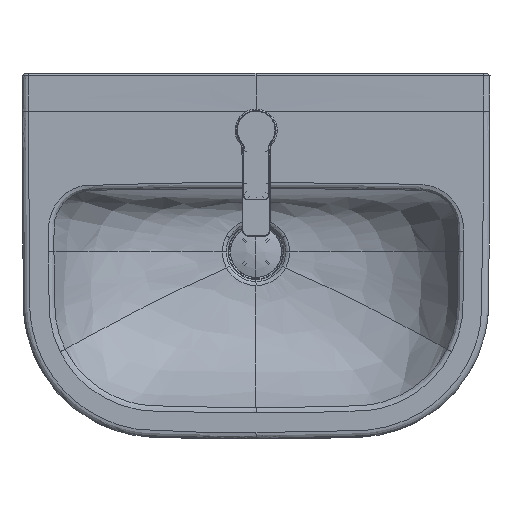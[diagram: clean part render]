
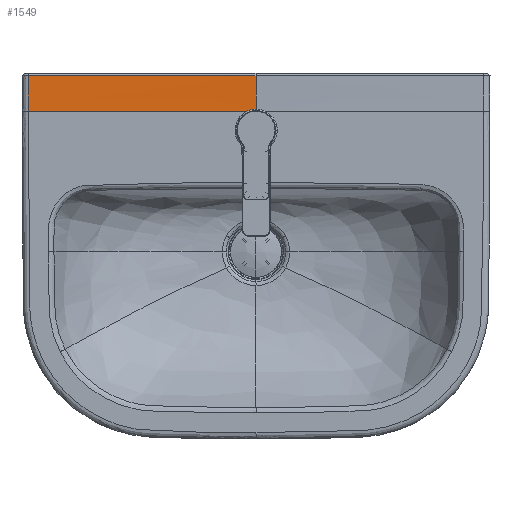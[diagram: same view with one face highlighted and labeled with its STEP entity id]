
A CAD part, top view. The second image highlights one B-rep face of the part: STEP entity #1549.
In plain terms, the highlighted free-form (B-spline) face has degree [3, 5] with [4, 6] control points.
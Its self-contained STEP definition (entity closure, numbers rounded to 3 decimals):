
#884=B_SPLINE_SURFACE_WITH_KNOTS('',3,5,((#106078,#106079,#106080,#106081,
#106082,#106083),(#106084,#106085,#106086,#106087,#106088,#106089),(#106090,
#106091,#106092,#106093,#106094,#106095),(#106096,#106097,#106098,#106099,
#106100,#106101)),.UNSPECIFIED.,.F.,.F.,.F.,(4,4),(6,6),(-94218.343,
-94173.343),(0.,550.033),.UNSPECIFIED.);
#1549=ADVANCED_FACE('',(#2064),#884,.T.);
#2064=FACE_OUTER_BOUND('',#2591,.T.);
#2591=EDGE_LOOP('',(#4242,#4243,#4244,#4245));
#4242=ORIENTED_EDGE('',*,*,#6232,.F.);
#4243=ORIENTED_EDGE('',*,*,#5802,.F.);
#4244=ORIENTED_EDGE('',*,*,#6239,.F.);
#4245=ORIENTED_EDGE('',*,*,#6220,.F.);
#5802=EDGE_CURVE('',#8327,#8324,#7179,.T.);
#6220=EDGE_CURVE('',#8598,#8600,#7514,.T.);
#6232=EDGE_CURVE('',#8324,#8598,#7526,.T.);
#6239=EDGE_CURVE('',#8600,#8327,#7533,.T.);
#7179=B_SPLINE_CURVE_WITH_KNOTS('',1,(#122304,#122305),.UNSPECIFIED.,.F.,
 .F.,(2,2),(-267.432,0.),.UNSPECIFIED.);
#7514=B_SPLINE_CURVE_WITH_KNOTS('',5,(#128453,#128454,#128455,#128456,#128457,
#128458,#128459,#128460,#128461,#128462,#128463,#128464),.UNSPECIFIED.,
 .F.,.F.,(6,3,3,6),(166.092,245.716,407.592,543.8),
 .UNSPECIFIED.);
#7526=B_SPLINE_CURVE_WITH_KNOTS('',5,(#128593,#128594,#128595,#128596,#128597,
#128598),.UNSPECIFIED.,.F.,.F.,(6,6),(1004.622,1063.881),
 .UNSPECIFIED.);
#7533=B_SPLINE_CURVE_WITH_KNOTS('',3,(#128685,#128686,#128687,#128688),
 .UNSPECIFIED.,.F.,.F.,(4,4),(4.242,63.648),
 .UNSPECIFIED.);
#8324=VERTEX_POINT('',#121775);
#8327=VERTEX_POINT('',#121778);
#8598=VERTEX_POINT('',#122049);
#8600=VERTEX_POINT('',#122051);
#106078=CARTESIAN_POINT('',(-275.666,215.016,83.74));
#106079=CARTESIAN_POINT('',(-165.648,215.016,84.54));
#106080=CARTESIAN_POINT('',(-55.628,215.016,84.94));
#106081=CARTESIAN_POINT('',(54.397,215.016,84.94));
#106082=CARTESIAN_POINT('',(164.417,215.016,84.54));
#106083=CARTESIAN_POINT('',(274.434,215.016,83.74));
#106084=CARTESIAN_POINT('',(-275.651,200.016,83.74));
#106085=CARTESIAN_POINT('',(-165.638,200.016,84.273));
#106086=CARTESIAN_POINT('',(-55.625,200.016,84.54));
#106087=CARTESIAN_POINT('',(54.393,200.016,84.54));
#106088=CARTESIAN_POINT('',(164.407,200.016,84.273));
#106089=CARTESIAN_POINT('',(274.42,200.016,83.74));
#106090=CARTESIAN_POINT('',(-275.625,185.016,83.74));
#106091=CARTESIAN_POINT('',(-165.622,185.016,83.74));
#106092=CARTESIAN_POINT('',(-55.619,185.022,83.74));
#106093=CARTESIAN_POINT('',(54.387,185.022,83.74));
#106094=CARTESIAN_POINT('',(164.391,185.016,83.74));
#106095=CARTESIAN_POINT('',(274.394,185.016,83.74));
#106096=CARTESIAN_POINT('',(-275.588,170.016,83.74));
#106097=CARTESIAN_POINT('',(-165.598,170.016,83.74));
#106098=CARTESIAN_POINT('',(-55.611,170.016,83.74));
#106099=CARTESIAN_POINT('',(54.379,170.016,83.74));
#106100=CARTESIAN_POINT('',(164.367,170.016,83.74));
#106101=CARTESIAN_POINT('',(274.356,170.016,83.74));
#121775=CARTESIAN_POINT('',(-268.047,170.016,83.74));
#121778=CARTESIAN_POINT('',(-0.616,170.016,83.74));
#122049=CARTESIAN_POINT('',(-268.172,212.016,83.79));
#122051=CARTESIAN_POINT('',(-0.616,212.017,84.669));
#122304=CARTESIAN_POINT('',(-0.616,170.016,83.74));
#122305=CARTESIAN_POINT('',(-268.047,170.016,83.74));
#128453=CARTESIAN_POINT('',(-268.172,212.016,83.79));
#128454=CARTESIAN_POINT('',(-256.825,212.016,83.864));
#128455=CARTESIAN_POINT('',(-245.401,212.016,83.935));
#128456=CARTESIAN_POINT('',(-233.934,212.017,84.002));
#128457=CARTESIAN_POINT('',(-199.779,212.017,84.191));
#128458=CARTESIAN_POINT('',(-165.622,212.017,84.344));
#128459=CARTESIAN_POINT('',(-142.728,212.017,84.43));
#128460=CARTESIAN_POINT('',(-100.569,212.017,84.56));
#128461=CARTESIAN_POINT('',(-58.409,212.017,84.635));
#128462=CARTESIAN_POINT('',(-39.145,212.017,84.657));
#128463=CARTESIAN_POINT('',(-19.88,212.017,84.669));
#128464=CARTESIAN_POINT('',(-0.616,212.017,84.669));
#128593=CARTESIAN_POINT('',(-268.047,170.016,83.74));
#128594=CARTESIAN_POINT('',(-268.068,178.414,83.74));
#128595=CARTESIAN_POINT('',(-268.095,186.811,83.748));
#128596=CARTESIAN_POINT('',(-268.125,195.213,83.763));
#128597=CARTESIAN_POINT('',(-268.152,203.614,83.778));
#128598=CARTESIAN_POINT('',(-268.172,212.016,83.79));
#128685=CARTESIAN_POINT('',(-0.616,212.017,84.669));
#128686=CARTESIAN_POINT('',(-0.616,198.018,84.32));
#128687=CARTESIAN_POINT('',(-0.616,184.02,83.74));
#128688=CARTESIAN_POINT('',(-0.616,170.016,83.74));
